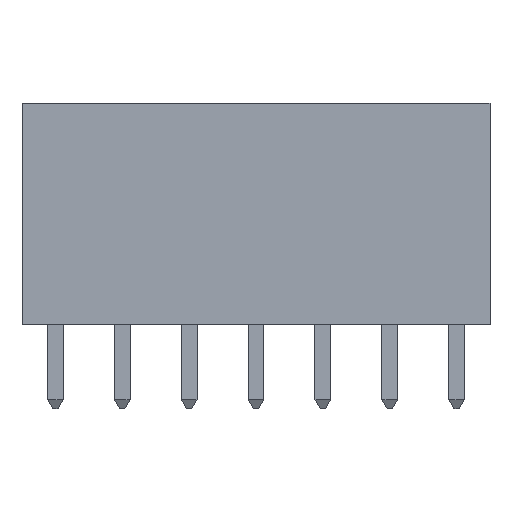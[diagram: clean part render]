
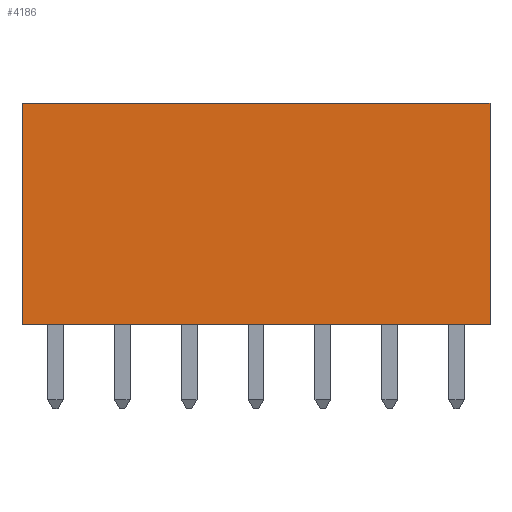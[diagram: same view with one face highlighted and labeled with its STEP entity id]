
A CAD part, front view. The second image highlights one B-rep face of the part: STEP entity #4186.
In plain terms, the highlighted planar face has unit normal (0, -1, 0).
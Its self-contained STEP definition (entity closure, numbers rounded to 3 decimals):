
#87 = EDGE_CURVE ( 'NONE', #3765, #3157, #6851, .T. ) ;
#230 = CARTESIAN_POINT ( 'NONE',  ( 16.51, -1.27, 8.4 ) ) ;
#418 = DIRECTION ( 'NONE',  ( 1., 0., 0. ) ) ;
#477 = VECTOR ( 'NONE', #418, 1000. ) ;
#884 = ORIENTED_EDGE ( 'NONE', *, *, #3709, .F. ) ;
#1291 = CARTESIAN_POINT ( 'NONE',  ( -1.27, -1.27, 0. ) ) ;
#1456 = VERTEX_POINT ( 'NONE', #230 ) ;
#1795 = VECTOR ( 'NONE', #7912, 1000. ) ;
#2623 = EDGE_LOOP ( 'NONE', ( #8046, #7629, #6990, #884 ) ) ;
#2714 = CARTESIAN_POINT ( 'NONE',  ( -1.27, -1.27, 8.4 ) ) ;
#2922 = EDGE_CURVE ( 'NONE', #3765, #7863, #5276, .T. ) ;
#3093 = CARTESIAN_POINT ( 'NONE',  ( -1.27, -1.27, 0. ) ) ;
#3157 = VERTEX_POINT ( 'NONE', #6727 ) ;
#3504 = CARTESIAN_POINT ( 'NONE',  ( -1.27, -1.27, 0. ) ) ;
#3709 = EDGE_CURVE ( 'NONE', #1456, #3157, #6206, .T. ) ;
#3765 = VERTEX_POINT ( 'NONE', #3093 ) ;
#3828 = DIRECTION ( 'NONE',  ( 0., 0., 1. ) ) ;
#4133 = DIRECTION ( 'NONE',  ( 0., 0., -1. ) ) ;
#4186 = ADVANCED_FACE ( 'NONE', ( #4402 ), #4750, .T. ) ;
#4328 = AXIS2_PLACEMENT_3D ( 'NONE', #3504, #7948, #4133 ) ;
#4402 = FACE_OUTER_BOUND ( 'NONE', #2623, .T. ) ;
#4750 = PLANE ( 'NONE',  #4328 ) ;
#4851 = CARTESIAN_POINT ( 'NONE',  ( 0., -1.27, 8.4 ) ) ;
#5276 = LINE ( 'NONE', #1291, #7155 ) ;
#5461 = CARTESIAN_POINT ( 'NONE',  ( 16.51, -1.27, 0. ) ) ;
#5782 = EDGE_CURVE ( 'NONE', #7863, #1456, #7011, .T. ) ;
#6119 = DIRECTION ( 'NONE',  ( 0., 0., -1. ) ) ;
#6206 = LINE ( 'NONE', #5461, #7501 ) ;
#6622 = CARTESIAN_POINT ( 'NONE',  ( -1.27, -1.27, 0. ) ) ;
#6727 = CARTESIAN_POINT ( 'NONE',  ( 16.51, -1.27, 0. ) ) ;
#6851 = LINE ( 'NONE', #6622, #1795 ) ;
#6990 = ORIENTED_EDGE ( 'NONE', *, *, #87, .T. ) ;
#7011 = LINE ( 'NONE', #4851, #477 ) ;
#7155 = VECTOR ( 'NONE', #3828, 1000. ) ;
#7501 = VECTOR ( 'NONE', #6119, 1000. ) ;
#7629 = ORIENTED_EDGE ( 'NONE', *, *, #2922, .F. ) ;
#7863 = VERTEX_POINT ( 'NONE', #2714 ) ;
#7912 = DIRECTION ( 'NONE',  ( 1., 0., 0. ) ) ;
#7948 = DIRECTION ( 'NONE',  ( 0., -1., 0. ) ) ;
#8046 = ORIENTED_EDGE ( 'NONE', *, *, #5782, .F. ) ;
